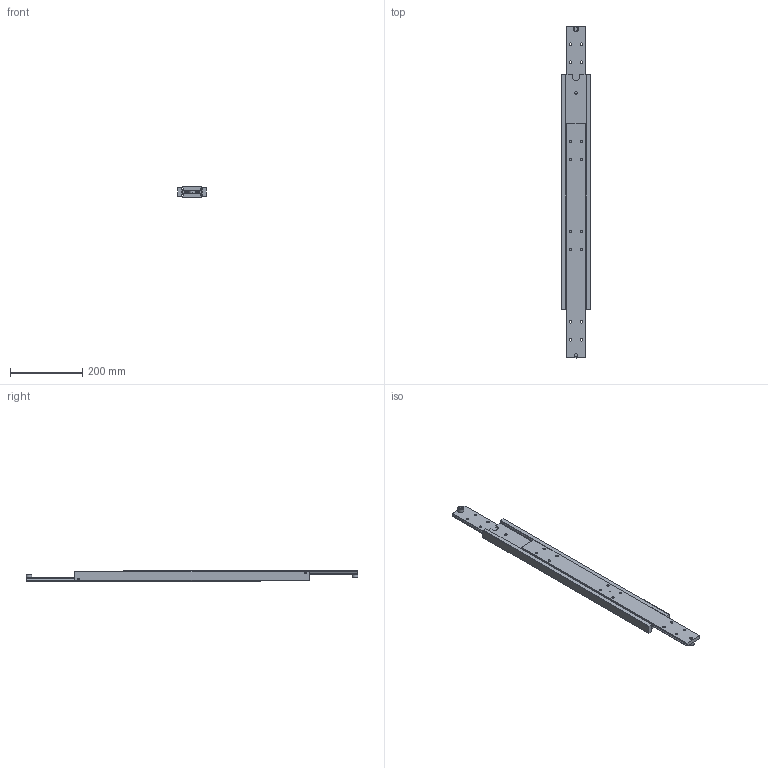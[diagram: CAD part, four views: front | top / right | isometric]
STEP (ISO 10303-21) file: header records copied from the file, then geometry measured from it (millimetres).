
FILE_DESCRIPTION(/* description */ ('SUPREME TR8030 -650/650 (30)'),/* implementation_level */ '2;1');
FILE_NAME(/* name */ '13880S49_01.stp',/* time_stamp */ '2023-06-23T11:26:00+02:00',/* author */ ('r.groen'),/* organization */ (''),/* preprocessor_version */ 'ST-DEVELOPER v18.1',/* originating_system */ 'Autodesk Inventor 2022',/* authorisation */ '');
FILE_SCHEMA (('AUTOMOTIVE_DESIGN { 1 0 10303 214 3 1 1 }'));
Length unit declared in the file: millimetre
Products named in the file (3): 13880-S49; 13880-S49 MAIN; 13880-S49-OUTER
Assembly tree (3 placements, depth 2):
  13880-S49
    13880-S49 MAIN
    13880-S49-OUTER  x2
Bounding box: 80 x 920 x 30 mm (x, y, z)
Volume: 1197375.9 mm3; surface area: 332142.8 mm2
Topology: 3 solids, 19 shells, 183 faces, 501 edges, 334 vertices
Faces by surface type: plane 72, cylinder 67, cone 28, torus 16
Full cylindrical faces by diameter (mm): 1 x1, 3 x2, 4 x2, 4.13 x4, 6.65 x24, 7 x2, 8.38 x16, 16 x2
Entity records: 4016 total; most frequent: CARTESIAN_POINT 835, DIRECTION 667, ORIENTED_EDGE 618, EDGE_CURVE 309, AXIS2_PLACEMENT_3D 248, VERTEX_POINT 206, LINE 171, VECTOR 171
